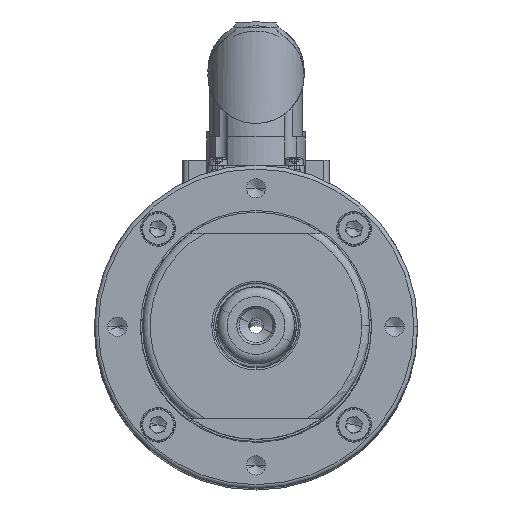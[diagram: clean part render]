
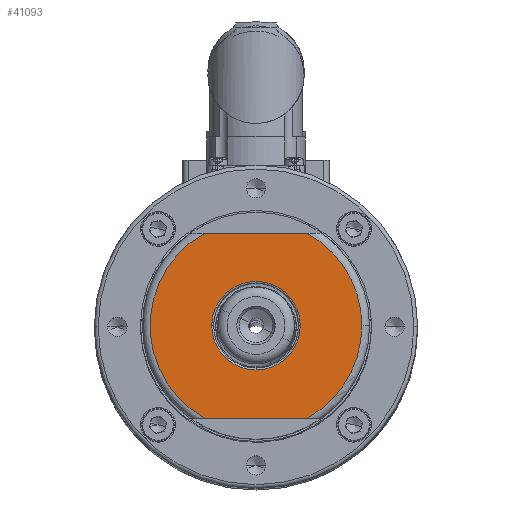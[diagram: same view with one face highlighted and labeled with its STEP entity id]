
A CAD part, top view. The second image highlights one B-rep face of the part: STEP entity #41093.
In plain terms, the highlighted planar face has unit normal (0, 0, 1).
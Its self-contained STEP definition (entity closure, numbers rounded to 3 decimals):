
#604 = CARTESIAN_POINT ( 'NONE',  ( -11.5, 0., 395. ) ) ;
#784 = FACE_OUTER_BOUND ( 'NONE', #39366, .T. ) ;
#3945 = DIRECTION ( 'NONE',  ( 1., 0., 0. ) ) ;
#4811 = EDGE_CURVE ( 'NONE', #56501, #9310, #23845, .T. ) ;
#5218 = VERTEX_POINT ( 'NONE', #49741 ) ;
#5492 = ORIENTED_EDGE ( 'NONE', *, *, #49510, .T. ) ;
#5829 = DIRECTION ( 'NONE',  ( 0., 0., 1. ) ) ;
#7984 = DIRECTION ( 'NONE',  ( 1., 0., 0. ) ) ;
#8368 = CARTESIAN_POINT ( 'NONE',  ( -13.426, 24., 395. ) ) ;
#9310 = VERTEX_POINT ( 'NONE', #604 ) ;
#9839 = VERTEX_POINT ( 'NONE', #55243 ) ;
#11052 = CARTESIAN_POINT ( 'NONE',  ( 0., 0., 395. ) ) ;
#11581 = ORIENTED_EDGE ( 'NONE', *, *, #43294, .T. ) ;
#13472 = CARTESIAN_POINT ( 'NONE',  ( 13.426, 24., 395. ) ) ;
#13616 = EDGE_CURVE ( 'NONE', #9839, #28395, #14293, .T. ) ;
#14162 = VERTEX_POINT ( 'NONE', #8368 ) ;
#14293 = LINE ( 'NONE', #39476, #35082 ) ;
#16904 = CIRCLE ( 'NONE', #34709, 27.5 ) ;
#16955 = LINE ( 'NONE', #31021, #61068 ) ;
#18188 = CARTESIAN_POINT ( 'NONE',  ( 0., 0., 395. ) ) ;
#19065 = DIRECTION ( 'NONE',  ( 0., 0., 1. ) ) ;
#22284 = DIRECTION ( 'NONE',  ( -1., 0., 0. ) ) ;
#23587 = ORIENTED_EDGE ( 'NONE', *, *, #4811, .T. ) ;
#23845 = CIRCLE ( 'NONE', #31181, 11.5 ) ;
#24347 = CARTESIAN_POINT ( 'NONE',  ( 0., 0., 395. ) ) ;
#24580 = CIRCLE ( 'NONE', #39622, 11.5 ) ;
#25618 = DIRECTION ( 'NONE',  ( 1., 0., 0. ) ) ;
#26925 = DIRECTION ( 'NONE',  ( 0., 0., 1. ) ) ;
#28395 = VERTEX_POINT ( 'NONE', #61430 ) ;
#29910 = DIRECTION ( 'NONE',  ( 1., 0., 0. ) ) ;
#31021 = CARTESIAN_POINT ( 'NONE',  ( 59.2, 24., 395. ) ) ;
#31181 = AXIS2_PLACEMENT_3D ( 'NONE', #18188, #58506, #7984 ) ;
#32599 = EDGE_CURVE ( 'NONE', #14162, #61906, #16955, .T. ) ;
#34456 = EDGE_CURVE ( 'NONE', #9310, #56501, #24580, .T. ) ;
#34709 = AXIS2_PLACEMENT_3D ( 'NONE', #57206, #5829, #41031 ) ;
#34885 = EDGE_CURVE ( 'NONE', #5218, #61906, #16904, .T. ) ;
#35082 = VECTOR ( 'NONE', #22284, 1000. ) ;
#35496 = CARTESIAN_POINT ( 'NONE',  ( 11.5, 0., 395. ) ) ;
#35527 = CIRCLE ( 'NONE', #40485, 27.5 ) ;
#37045 = PLANE ( 'NONE',  #42894 ) ;
#39366 = EDGE_LOOP ( 'NONE', ( #48239, #11581, #45315, #58447, #5492 ) ) ;
#39476 = CARTESIAN_POINT ( 'NONE',  ( 62.057, -24., 395. ) ) ;
#39622 = AXIS2_PLACEMENT_3D ( 'NONE', #44771, #52868, #25618 ) ;
#40485 = AXIS2_PLACEMENT_3D ( 'NONE', #11052, #19065, #54404 ) ;
#41031 = DIRECTION ( 'NONE',  ( 1., 0., 0. ) ) ;
#41093 = ADVANCED_FACE ( 'NONE', ( #60209, #784 ), #37045, .T. ) ;
#42894 = AXIS2_PLACEMENT_3D ( 'NONE', #54172, #26925, #29910 ) ;
#43294 = EDGE_CURVE ( 'NONE', #9839, #5218, #35527, .T. ) ;
#44771 = CARTESIAN_POINT ( 'NONE',  ( 0., 0., 395. ) ) ;
#45315 = ORIENTED_EDGE ( 'NONE', *, *, #34885, .T. ) ;
#46202 = CIRCLE ( 'NONE', #50873, 27.5 ) ;
#48239 = ORIENTED_EDGE ( 'NONE', *, *, #13616, .F. ) ;
#49510 = EDGE_CURVE ( 'NONE', #14162, #28395, #46202, .T. ) ;
#49551 = DIRECTION ( 'NONE',  ( 0., 0., 1. ) ) ;
#49741 = CARTESIAN_POINT ( 'NONE',  ( 27.5, 0., 395. ) ) ;
#50873 = AXIS2_PLACEMENT_3D ( 'NONE', #24347, #49551, #60662 ) ;
#52868 = DIRECTION ( 'NONE',  ( 0., 0., -1. ) ) ;
#54172 = CARTESIAN_POINT ( 'NONE',  ( 0., 0., 395. ) ) ;
#54404 = DIRECTION ( 'NONE',  ( 1., 0., 0. ) ) ;
#55243 = CARTESIAN_POINT ( 'NONE',  ( 13.426, -24., 395. ) ) ;
#55369 = EDGE_LOOP ( 'NONE', ( #23587, #55584 ) ) ;
#55584 = ORIENTED_EDGE ( 'NONE', *, *, #34456, .T. ) ;
#56501 = VERTEX_POINT ( 'NONE', #35496 ) ;
#57206 = CARTESIAN_POINT ( 'NONE',  ( 0., 0., 395. ) ) ;
#58447 = ORIENTED_EDGE ( 'NONE', *, *, #32599, .F. ) ;
#58506 = DIRECTION ( 'NONE',  ( 0., 0., -1. ) ) ;
#60209 = FACE_BOUND ( 'NONE', #55369, .T. ) ;
#60662 = DIRECTION ( 'NONE',  ( 1., 0., 0. ) ) ;
#61068 = VECTOR ( 'NONE', #3945, 1000. ) ;
#61430 = CARTESIAN_POINT ( 'NONE',  ( -13.426, -24., 395. ) ) ;
#61906 = VERTEX_POINT ( 'NONE', #13472 ) ;
